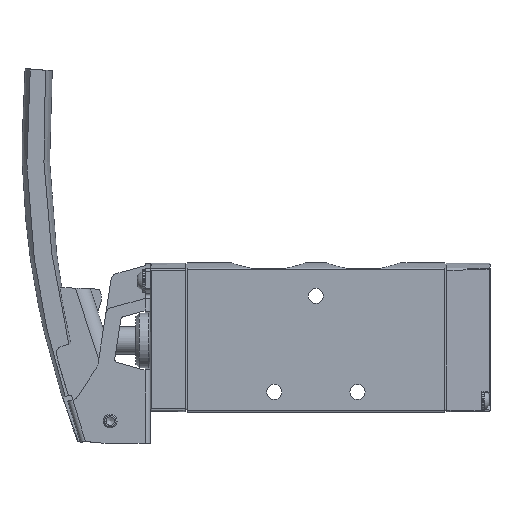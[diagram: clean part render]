
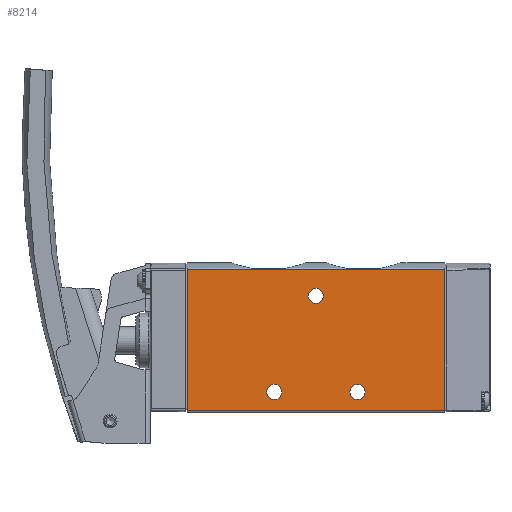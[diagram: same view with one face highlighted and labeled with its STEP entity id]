
A CAD part, left-side view. The second image highlights one B-rep face of the part: STEP entity #8214.
In plain terms, the highlighted face is planar.
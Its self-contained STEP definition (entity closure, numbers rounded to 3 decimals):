
#169=CIRCLE('',#8716,2.2);
#170=CIRCLE('',#8717,2.2);
#171=CIRCLE('',#8718,2.2);
#762=LINE('',#11619,#1256);
#829=LINE('',#12031,#1323);
#830=LINE('',#12041,#1324);
#831=LINE('',#12042,#1325);
#1256=VECTOR('',#9446,1000.);
#1323=VECTOR('',#9761,1000.);
#1324=VECTOR('',#9772,1000.);
#1325=VECTOR('',#9773,1000.);
#2047=ORIENTED_EDGE('',*,*,#3855,.F.);
#2048=ORIENTED_EDGE('',*,*,#3856,.F.);
#2049=ORIENTED_EDGE('',*,*,#3857,.F.);
#2050=ORIENTED_EDGE('',*,*,#3858,.T.);
#2051=ORIENTED_EDGE('',*,*,#3697,.F.);
#2052=ORIENTED_EDGE('',*,*,#3859,.F.);
#2053=ORIENTED_EDGE('',*,*,#3853,.T.);
#3697=EDGE_CURVE('',#4666,#4667,#762,.T.);
#3853=EDGE_CURVE('',#4774,#4773,#829,.T.);
#3855=EDGE_CURVE('',#4775,#4775,#169,.T.);
#3856=EDGE_CURVE('',#4776,#4776,#170,.T.);
#3857=EDGE_CURVE('',#4777,#4777,#171,.T.);
#3858=EDGE_CURVE('',#4773,#4667,#830,.T.);
#3859=EDGE_CURVE('',#4774,#4666,#831,.T.);
#4666=VERTEX_POINT('',#11618);
#4667=VERTEX_POINT('',#11620);
#4773=VERTEX_POINT('',#12030);
#4774=VERTEX_POINT('',#12032);
#4775=VERTEX_POINT('',#12036);
#4776=VERTEX_POINT('',#12038);
#4777=VERTEX_POINT('',#12040);
#5415=EDGE_LOOP('',(#2047));
#5416=EDGE_LOOP('',(#2048));
#5417=EDGE_LOOP('',(#2049));
#5418=EDGE_LOOP('',(#2050,#2051,#2052,#2053));
#5943=FACE_BOUND('',#5415,.T.);
#5944=FACE_BOUND('',#5416,.T.);
#5945=FACE_BOUND('',#5417,.T.);
#5946=FACE_BOUND('',#5418,.T.);
#6424=PLANE('',#8715);
#8214=ADVANCED_FACE('',(#5943,#5944,#5945,#5946),#6424,.F.);
#8715=AXIS2_PLACEMENT_3D('',#12034,#9764,#9765);
#8716=AXIS2_PLACEMENT_3D('',#12035,#9766,#9767);
#8717=AXIS2_PLACEMENT_3D('',#12037,#9768,#9769);
#8718=AXIS2_PLACEMENT_3D('',#12039,#9770,#9771);
#9446=DIRECTION('',(0.,-1.,0.));
#9761=DIRECTION('',(0.,-1.,0.));
#9764=DIRECTION('',(0.,0.,-1.));
#9765=DIRECTION('',(-1.,0.,0.));
#9766=DIRECTION('',(0.,0.,1.));
#9767=DIRECTION('',(1.,0.,0.));
#9768=DIRECTION('',(0.,0.,1.));
#9769=DIRECTION('',(1.,0.,0.));
#9770=DIRECTION('',(0.,0.,1.));
#9771=DIRECTION('',(1.,0.,0.));
#9772=DIRECTION('',(1.,0.,0.));
#9773=DIRECTION('',(1.,0.,0.));
#11618=CARTESIAN_POINT('',(20.644,75.2,10.));
#11619=CARTESIAN_POINT('',(20.644,75.2,10.));
#11620=CARTESIAN_POINT('',(20.644,0.,10.));
#12030=CARTESIAN_POINT('',(-20.5,0.,10.));
#12031=CARTESIAN_POINT('',(-20.5,75.2,10.));
#12032=CARTESIAN_POINT('',(-20.5,75.2,10.));
#12034=CARTESIAN_POINT('',(-20.5,75.2,10.));
#12035=CARTESIAN_POINT('',(13.,37.6,10.));
#12036=CARTESIAN_POINT('',(15.2,37.6,10.));
#12037=CARTESIAN_POINT('',(-15.,25.45,10.));
#12038=CARTESIAN_POINT('',(-12.8,25.45,10.));
#12039=CARTESIAN_POINT('',(-15.,49.75,10.));
#12040=CARTESIAN_POINT('',(-12.8,49.75,10.));
#12041=CARTESIAN_POINT('',(-20.5,0.,10.));
#12042=CARTESIAN_POINT('',(-20.5,75.2,10.));
